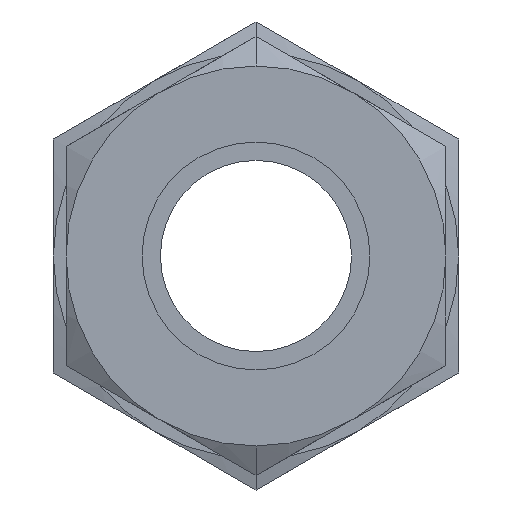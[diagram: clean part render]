
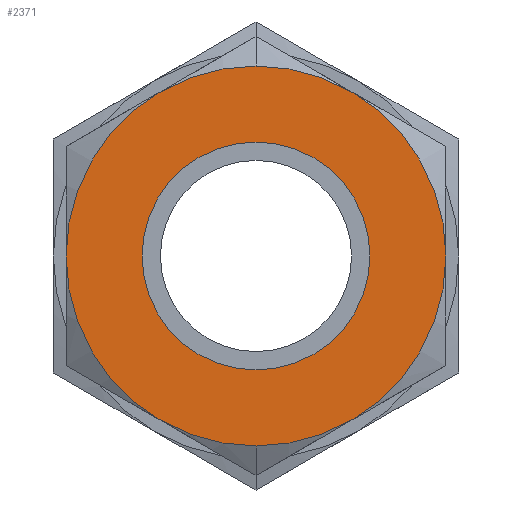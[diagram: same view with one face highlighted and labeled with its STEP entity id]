
A CAD part, left-side view. The second image highlights one B-rep face of the part: STEP entity #2371.
In plain terms, the highlighted planar face has unit normal (-1, 0, 0).
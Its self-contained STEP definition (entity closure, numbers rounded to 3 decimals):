
#105 = CARTESIAN_POINT ( 'NONE',  ( 0., 0., -15. ) ) ;
#250 = CIRCLE ( 'NONE', #5659, 15. ) ;
#497 = EDGE_CURVE ( 'NONE', #751, #6322, #250, .T. ) ;
#549 = ORIENTED_EDGE ( 'NONE', *, *, #497, .F. ) ;
#751 = VERTEX_POINT ( 'NONE', #105 ) ;
#974 = FACE_BOUND ( 'NONE', #3160, .T. ) ;
#1057 = CARTESIAN_POINT ( 'NONE',  ( 0., 0., 15. ) ) ;
#1119 = AXIS2_PLACEMENT_3D ( 'NONE', #5701, #4970, #9379 ) ;
#1698 = CARTESIAN_POINT ( 'NONE',  ( 0., 0., 0. ) ) ;
#1831 = ORIENTED_EDGE ( 'NONE', *, *, #6886, .T. ) ;
#2296 = DIRECTION ( 'NONE',  ( 0., 0., -1. ) ) ;
#2371 = ADVANCED_FACE ( 'NONE', ( #974, #4544 ), #6136, .T. ) ;
#2460 = ORIENTED_EDGE ( 'NONE', *, *, #3510, .F. ) ;
#2466 = AXIS2_PLACEMENT_3D ( 'NONE', #9299, #7844, #6978 ) ;
#3056 = DIRECTION ( 'NONE',  ( 0., 0., 1. ) ) ;
#3160 = EDGE_LOOP ( 'NONE', ( #6992, #1831 ) ) ;
#3510 = EDGE_CURVE ( 'NONE', #6322, #751, #5276, .T. ) ;
#3744 = VERTEX_POINT ( 'NONE', #7044 ) ;
#4153 = AXIS2_PLACEMENT_3D ( 'NONE', #1698, #5271, #3056 ) ;
#4544 = FACE_OUTER_BOUND ( 'NONE', #9016, .T. ) ;
#4592 = DIRECTION ( 'NONE',  ( 0., 0., 1. ) ) ;
#4970 = DIRECTION ( 'NONE',  ( 1., 0., 0. ) ) ;
#5271 = DIRECTION ( 'NONE',  ( 1., 0., 0. ) ) ;
#5276 = CIRCLE ( 'NONE', #1119, 15. ) ;
#5654 = AXIS2_PLACEMENT_3D ( 'NONE', #7499, #6777, #4592 ) ;
#5659 = AXIS2_PLACEMENT_3D ( 'NONE', #8900, #9045, #2296 ) ;
#5701 = CARTESIAN_POINT ( 'NONE',  ( 0., 0., 0. ) ) ;
#6136 = PLANE ( 'NONE',  #5654 ) ;
#6322 = VERTEX_POINT ( 'NONE', #1057 ) ;
#6693 = EDGE_CURVE ( 'NONE', #3744, #7773, #7258, .T. ) ;
#6777 = DIRECTION ( 'NONE',  ( -1., 0., 0. ) ) ;
#6886 = EDGE_CURVE ( 'NONE', #7773, #3744, #7553, .T. ) ;
#6978 = DIRECTION ( 'NONE',  ( 0., 0., -1. ) ) ;
#6992 = ORIENTED_EDGE ( 'NONE', *, *, #6693, .T. ) ;
#7044 = CARTESIAN_POINT ( 'NONE',  ( 0., 0., -9. ) ) ;
#7258 = CIRCLE ( 'NONE', #2466, 9. ) ;
#7499 = CARTESIAN_POINT ( 'NONE',  ( 0., 0., 7.5 ) ) ;
#7553 = CIRCLE ( 'NONE', #4153, 9. ) ;
#7752 = CARTESIAN_POINT ( 'NONE',  ( 0., 0., 9. ) ) ;
#7773 = VERTEX_POINT ( 'NONE', #7752 ) ;
#7844 = DIRECTION ( 'NONE',  ( 1., 0., 0. ) ) ;
#8900 = CARTESIAN_POINT ( 'NONE',  ( 0., 0., 0. ) ) ;
#9016 = EDGE_LOOP ( 'NONE', ( #2460, #549 ) ) ;
#9045 = DIRECTION ( 'NONE',  ( 1., 0., 0. ) ) ;
#9299 = CARTESIAN_POINT ( 'NONE',  ( 0., 0., 0. ) ) ;
#9379 = DIRECTION ( 'NONE',  ( 0., 0., 1. ) ) ;
